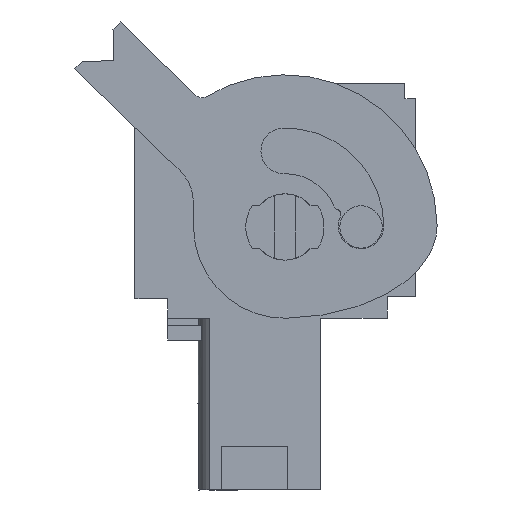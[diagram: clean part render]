
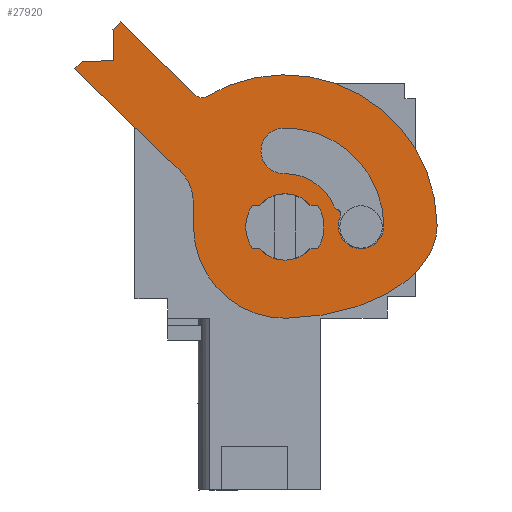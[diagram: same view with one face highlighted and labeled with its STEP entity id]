
A CAD part, left-side view. The second image highlights one B-rep face of the part: STEP entity #27920.
In plain terms, the highlighted planar face has unit normal (-1, 0, 0).
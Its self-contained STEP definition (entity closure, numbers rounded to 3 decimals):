
#27259=AXIS2_PLACEMENT_3D('Circle Axis2P3D',#27257,#27258,$) ;
#27462=AXIS2_PLACEMENT_3D('Circle Axis2P3D',#27460,#27461,$) ;
#27493=AXIS2_PLACEMENT_3D('Circle Axis2P3D',#27491,#27492,$) ;
#27646=AXIS2_PLACEMENT_3D('Circle Axis2P3D',#27644,#27645,$) ;
#27677=AXIS2_PLACEMENT_3D('Circle Axis2P3D',#27675,#27676,$) ;
#27701=AXIS2_PLACEMENT_3D('Circle Axis2P3D',#27699,#27700,$) ;
#27725=AXIS2_PLACEMENT_3D('Circle Axis2P3D',#27723,#27724,$) ;
#27749=AXIS2_PLACEMENT_3D('Circle Axis2P3D',#27747,#27748,$) ;
#27766=AXIS2_PLACEMENT_3D('Circle Axis2P3D',#27764,#27765,$) ;
#27783=AXIS2_PLACEMENT_3D('Circle Axis2P3D',#27781,#27782,$) ;
#27831=AXIS2_PLACEMENT_3D('Circle Axis2P3D',#27829,#27830,$) ;
#27887=AXIS2_PLACEMENT_3D('Plane Axis2P3D',#27884,#27885,#27886) ;
#27905=AXIS2_PLACEMENT_3D('Circle Axis2P3D',#27903,#27904,$) ;
#27254=CARTESIAN_POINT('Vertex',(0.5,6.999,13.625)) ;
#27257=CARTESIAN_POINT('Axis2P3D Location',(0.5,6.999,12.1)) ;
#27261=CARTESIAN_POINT('Vertex',(0.5,6.999,10.575)) ;
#27457=CARTESIAN_POINT('Vertex',(0.5,10.607,18.099)) ;
#27460=CARTESIAN_POINT('Axis2P3D Location',(0.5,6.999,12.1)) ;
#27464=CARTESIAN_POINT('Vertex',(0.5,0.,12.21)) ;
#27488=CARTESIAN_POINT('Vertex',(0.5,6.933,7.901)) ;
#27491=CARTESIAN_POINT('Axis2P3D Location',(0.5,6.999,12.1)) ;
#27495=CARTESIAN_POINT('Vertex',(0.5,11.198,12.034)) ;
#27519=CARTESIAN_POINT('Vertex',(0.5,16.66,19.374)) ;
#27522=CARTESIAN_POINT('Line Origine',(0.5,16.492,19.547)) ;
#27526=CARTESIAN_POINT('Vertex',(0.5,16.324,19.72)) ;
#27546=CARTESIAN_POINT('Line Origine',(0.5,15.605,19.732)) ;
#27550=CARTESIAN_POINT('Vertex',(0.5,14.886,19.743)) ;
#27570=CARTESIAN_POINT('Line Origine',(0.5,14.897,20.462)) ;
#27574=CARTESIAN_POINT('Vertex',(0.5,14.909,21.181)) ;
#27589=CARTESIAN_POINT('Line Origine',(0.5,14.741,21.355)) ;
#27593=CARTESIAN_POINT('Vertex',(0.5,14.573,21.528)) ;
#27613=CARTESIAN_POINT('Line Origine',(0.5,12.832,19.841)) ;
#27617=CARTESIAN_POINT('Vertex',(0.5,11.091,18.154)) ;
#27641=CARTESIAN_POINT('Vertex',(0.5,7.038,14.55)) ;
#27644=CARTESIAN_POINT('Axis2P3D Location',(0.5,6.999,12.1)) ;
#27648=CARTESIAN_POINT('Vertex',(0.5,4.727,13.018)) ;
#27672=CARTESIAN_POINT('Vertex',(0.5,4.583,12.897)) ;
#27675=CARTESIAN_POINT('Axis2P3D Location',(0.5,4.624,12.701)) ;
#27679=CARTESIAN_POINT('Vertex',(0.5,4.444,12.614)) ;
#27699=CARTESIAN_POINT('Axis2P3D Location',(0.5,4.542,13.093)) ;
#27720=CARTESIAN_POINT('Vertex',(0.5,7.071,16.649)) ;
#27723=CARTESIAN_POINT('Axis2P3D Location',(0.5,7.054,15.6)) ;
#27744=CARTESIAN_POINT('Vertex',(0.5,2.45,12.172)) ;
#27747=CARTESIAN_POINT('Axis2P3D Location',(0.5,6.999,12.1)) ;
#27764=CARTESIAN_POINT('Axis2P3D Location',(0.5,3.499,12.155)) ;
#27781=CARTESIAN_POINT('Axis2P3D Location',(0.5,10.813,18.442)) ;
#27802=CARTESIAN_POINT('Vertex',(0.5,11.826,14.689)) ;
#27805=CARTESIAN_POINT('Line Origine',(0.5,14.243,17.031)) ;
#27826=CARTESIAN_POINT('Vertex',(0.5,11.218,13.284)) ;
#27829=CARTESIAN_POINT('Axis2P3D Location',(0.5,13.218,13.253)) ;
#27846=CARTESIAN_POINT('Line Origine',(0.5,11.208,12.659)) ;
#27867=CARTESIAN_POINT('Control Point',(0.5,6.933,7.901)) ;
#27868=CARTESIAN_POINT('Control Point',(0.5,5.853,7.917)) ;
#27869=CARTESIAN_POINT('Control Point',(0.5,4.775,8.059)) ;
#27870=CARTESIAN_POINT('Control Point',(0.5,3.734,8.326)) ;
#27871=CARTESIAN_POINT('Control Point',(0.5,1.928,9.07)) ;
#27872=CARTESIAN_POINT('Control Point',(0.5,0.648,10.227)) ;
#27873=CARTESIAN_POINT('Control Point',(0.5,0.205,10.857)) ;
#27874=CARTESIAN_POINT('Control Point',(0.5,-0.011,11.535)) ;
#27875=CARTESIAN_POINT('Control Point',(0.5,0.,12.21)) ;
#27884=CARTESIAN_POINT('Axis2P3D Location',(0.5,8.399,24.2)) ;
#27903=CARTESIAN_POINT('Axis2P3D Location',(0.5,6.999,12.1)) ;
#27258=DIRECTION('Axis2P3D Direction',(-1.,0.,0.)) ;
#27461=DIRECTION('Axis2P3D Direction',(-1.,0.,0.)) ;
#27492=DIRECTION('Axis2P3D Direction',(-1.,0.,0.)) ;
#27523=DIRECTION('Vector Direction',(0.,-0.696,0.718)) ;
#27547=DIRECTION('Vector Direction',(0.,-1.,0.016)) ;
#27571=DIRECTION('Vector Direction',(0.,0.016,1.)) ;
#27590=DIRECTION('Vector Direction',(0.,-0.696,0.718)) ;
#27614=DIRECTION('Vector Direction',(0.,-0.718,-0.696)) ;
#27645=DIRECTION('Axis2P3D Direction',(-1.,0.,0.)) ;
#27676=DIRECTION('Axis2P3D Direction',(-1.,0.,0.)) ;
#27700=DIRECTION('Axis2P3D Direction',(-1.,0.,0.)) ;
#27724=DIRECTION('Axis2P3D Direction',(-1.,0.,0.)) ;
#27748=DIRECTION('Axis2P3D Direction',(-1.,0.,0.)) ;
#27765=DIRECTION('Axis2P3D Direction',(-1.,0.,0.)) ;
#27782=DIRECTION('Axis2P3D Direction',(-1.,0.,0.)) ;
#27806=DIRECTION('Vector Direction',(0.,-0.718,-0.696)) ;
#27830=DIRECTION('Axis2P3D Direction',(-1.,0.,0.)) ;
#27847=DIRECTION('Vector Direction',(0.,-0.016,-1.)) ;
#27885=DIRECTION('Axis2P3D Direction',(1.,0.,0.)) ;
#27886=DIRECTION('Axis2P3D XDirection',(0.,0.,-1.)) ;
#27904=DIRECTION('Axis2P3D Direction',(1.,0.,0.)) ;
#27524=VECTOR('Line Direction',#27523,1.) ;
#27548=VECTOR('Line Direction',#27547,1.) ;
#27572=VECTOR('Line Direction',#27571,1.) ;
#27591=VECTOR('Line Direction',#27590,1.) ;
#27615=VECTOR('Line Direction',#27614,1.) ;
#27807=VECTOR('Line Direction',#27806,1.) ;
#27848=VECTOR('Line Direction',#27847,1.) ;
#27890=ORIENTED_EDGE('',*,*,#27876,.T.) ;
#27891=ORIENTED_EDGE('',*,*,#27466,.F.) ;
#27892=ORIENTED_EDGE('',*,*,#27785,.T.) ;
#27893=ORIENTED_EDGE('',*,*,#27619,.F.) ;
#27894=ORIENTED_EDGE('',*,*,#27595,.F.) ;
#27895=ORIENTED_EDGE('',*,*,#27576,.F.) ;
#27896=ORIENTED_EDGE('',*,*,#27552,.F.) ;
#27897=ORIENTED_EDGE('',*,*,#27528,.F.) ;
#27898=ORIENTED_EDGE('',*,*,#27809,.T.) ;
#27899=ORIENTED_EDGE('',*,*,#27833,.T.) ;
#27900=ORIENTED_EDGE('',*,*,#27850,.T.) ;
#27901=ORIENTED_EDGE('',*,*,#27497,.F.) ;
#27909=ORIENTED_EDGE('',*,*,#27907,.T.) ;
#27910=ORIENTED_EDGE('',*,*,#27263,.T.) ;
#27913=ORIENTED_EDGE('',*,*,#27751,.T.) ;
#27914=ORIENTED_EDGE('',*,*,#27768,.T.) ;
#27915=ORIENTED_EDGE('',*,*,#27681,.F.) ;
#27916=ORIENTED_EDGE('',*,*,#27703,.T.) ;
#27917=ORIENTED_EDGE('',*,*,#27650,.F.) ;
#27918=ORIENTED_EDGE('',*,*,#27727,.T.) ;
#27911=FACE_BOUND('',#27908,.T.) ;
#27919=FACE_BOUND('',#27912,.T.) ;
#27920=ADVANCED_FACE('L\X2\00F6\X0\sehebel.2',(#27902,#27911,#27919),#27888,.F.) ;
#27866=B_SPLINE_CURVE_WITH_KNOTS('',5,(#27867,#27868,#27869,#27870,#27871,#27872,#27873,#27874,#27875),.UNSPECIFIED.,.F.,.U.,(6,3,6),(0.,8.296,15.673),.UNSPECIFIED.) ;
#27260=CIRCLE('generated circle',#27259,1.525) ;
#27463=CIRCLE('generated circle',#27462,7.) ;
#27494=CIRCLE('generated circle',#27493,4.2) ;
#27647=CIRCLE('generated circle',#27646,2.45) ;
#27678=CIRCLE('generated circle',#27677,0.2) ;
#27702=CIRCLE('generated circle',#27701,0.2) ;
#27726=CIRCLE('generated circle',#27725,1.05) ;
#27750=CIRCLE('generated circle',#27749,4.55) ;
#27767=CIRCLE('generated circle',#27766,1.05) ;
#27784=CIRCLE('generated circle',#27783,0.4) ;
#27832=CIRCLE('generated circle',#27831,2.) ;
#27906=CIRCLE('generated circle',#27905,1.525) ;
#27263=EDGE_CURVE('',#27262,#27255,#27260,.F.) ;
#27466=EDGE_CURVE('',#27458,#27465,#27463,.F.) ;
#27497=EDGE_CURVE('',#27489,#27496,#27494,.F.) ;
#27528=EDGE_CURVE('',#27520,#27527,#27525,.T.) ;
#27552=EDGE_CURVE('',#27527,#27551,#27549,.T.) ;
#27576=EDGE_CURVE('',#27551,#27575,#27573,.T.) ;
#27595=EDGE_CURVE('',#27575,#27594,#27592,.T.) ;
#27619=EDGE_CURVE('',#27594,#27618,#27616,.T.) ;
#27650=EDGE_CURVE('',#27642,#27649,#27647,.F.) ;
#27681=EDGE_CURVE('',#27673,#27680,#27678,.F.) ;
#27703=EDGE_CURVE('',#27673,#27649,#27702,.F.) ;
#27727=EDGE_CURVE('',#27642,#27721,#27726,.F.) ;
#27751=EDGE_CURVE('',#27721,#27745,#27750,.F.) ;
#27768=EDGE_CURVE('',#27745,#27680,#27767,.F.) ;
#27785=EDGE_CURVE('',#27458,#27618,#27784,.F.) ;
#27809=EDGE_CURVE('',#27520,#27803,#27808,.T.) ;
#27833=EDGE_CURVE('',#27803,#27827,#27832,.F.) ;
#27850=EDGE_CURVE('',#27827,#27496,#27849,.T.) ;
#27876=EDGE_CURVE('',#27489,#27465,#27866,.T.) ;
#27907=EDGE_CURVE('',#27255,#27262,#27906,.T.) ;
#27889=EDGE_LOOP('',(#27890,#27891,#27892,#27893,#27894,#27895,#27896,#27897,#27898,#27899,#27900,#27901)) ;
#27908=EDGE_LOOP('',(#27909,#27910)) ;
#27912=EDGE_LOOP('',(#27913,#27914,#27915,#27916,#27917,#27918)) ;
#27902=FACE_OUTER_BOUND('',#27889,.T.) ;
#27525=LINE('Line',#27522,#27524) ;
#27549=LINE('Line',#27546,#27548) ;
#27573=LINE('Line',#27570,#27572) ;
#27592=LINE('Line',#27589,#27591) ;
#27616=LINE('Line',#27613,#27615) ;
#27808=LINE('Line',#27805,#27807) ;
#27849=LINE('Line',#27846,#27848) ;
#27888=PLANE('',#27887) ;
#27255=VERTEX_POINT('',#27254) ;
#27262=VERTEX_POINT('',#27261) ;
#27458=VERTEX_POINT('',#27457) ;
#27465=VERTEX_POINT('',#27464) ;
#27489=VERTEX_POINT('',#27488) ;
#27496=VERTEX_POINT('',#27495) ;
#27520=VERTEX_POINT('',#27519) ;
#27527=VERTEX_POINT('',#27526) ;
#27551=VERTEX_POINT('',#27550) ;
#27575=VERTEX_POINT('',#27574) ;
#27594=VERTEX_POINT('',#27593) ;
#27618=VERTEX_POINT('',#27617) ;
#27642=VERTEX_POINT('',#27641) ;
#27649=VERTEX_POINT('',#27648) ;
#27673=VERTEX_POINT('',#27672) ;
#27680=VERTEX_POINT('',#27679) ;
#27721=VERTEX_POINT('',#27720) ;
#27745=VERTEX_POINT('',#27744) ;
#27803=VERTEX_POINT('',#27802) ;
#27827=VERTEX_POINT('',#27826) ;
